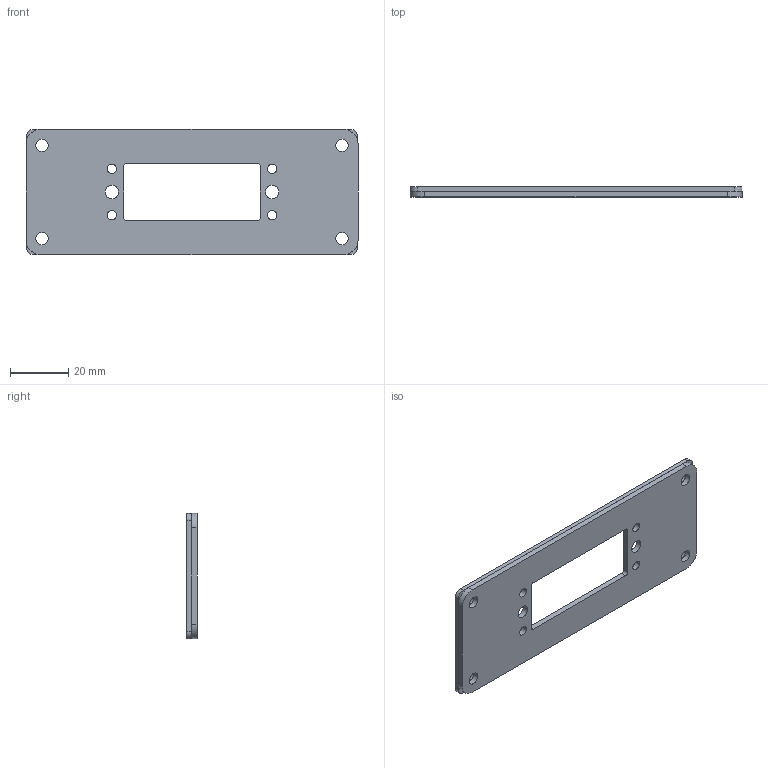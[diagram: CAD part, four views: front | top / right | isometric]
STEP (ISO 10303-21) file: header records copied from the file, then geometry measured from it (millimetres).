
FILE_DESCRIPTION(('Creo Elements/Direct Modeling STEP Export'),'2;1');
FILE_NAME('model.stp','2018-10-29T14:25:24',(''),(''),'Creo Elements/Direct Modeling STEP processor for AP214 (Solid Model)','Creo Elements/Direct Modeling 18.1I 14-Aug-2016 (C) Parametric Technology GmbH','');
FILE_SCHEMA(('AUTOMOTIVE_DESIGN { 1 0 10303 214 1 1 1 1 }'));
Length unit declared in the file: millimetre
Products named in the file (2): HC-B-16-ADP-VC-2; HC-B-16-ADP-VC-2.
Assembly tree (1 placements, depth 2):
  HC-B-16-ADP-VC-2.
    HC-B-16-ADP-VC-2
Bounding box: 114 x 3.5 x 43 mm (x, y, z)
Volume: 10584.9 mm3; surface area: 9723.4 mm2
Topology: 1 solids, 1 shells, 75 faces, 196 edges, 128 vertices
Faces by surface type: cylinder 40, plane 35
Entity records: 2360 total; most frequent: ORIENTED_EDGE 392, CARTESIAN_POINT 354, DIRECTION 348, EDGE_CURVE 196, VERTEX_POINT 128, AXIS2_PLACEMENT_3D 122, VECTOR 104, LINE 104
